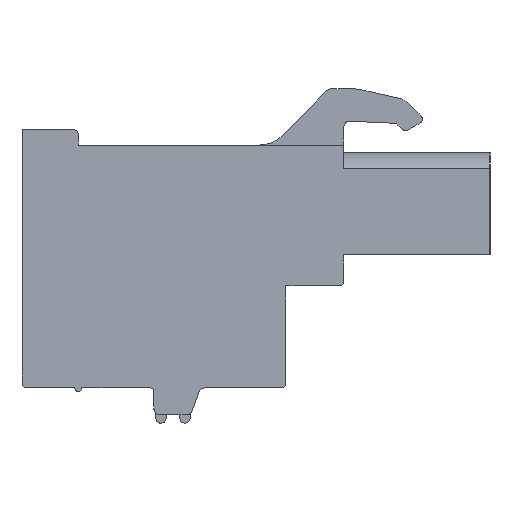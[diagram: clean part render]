
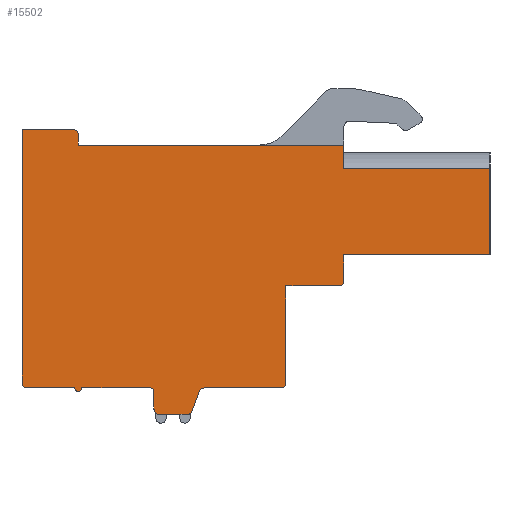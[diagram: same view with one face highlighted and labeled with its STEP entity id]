
A CAD part, left-side view. The second image highlights one B-rep face of the part: STEP entity #15502.
In plain terms, the highlighted planar face has unit normal (-1, 0, 0).
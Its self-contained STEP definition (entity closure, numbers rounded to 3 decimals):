
#1=CARTESIAN_POINT('',(0.,-5.36,-0.74));
#2=DIRECTION('',(-1.,0.,0.));
#3=DIRECTION('',(0.,0.,-1.));
#4=AXIS2_PLACEMENT_3D('',#1,#2,#3);
#6=CARTESIAN_POINT('',(0.,-2.06,-6.54));
#7=DIRECTION('',(1.,0.,0.));
#8=DIRECTION('',(0.,-1.,0.));
#9=AXIS2_PLACEMENT_3D('',#6,#7,#8);
#11=DIRECTION('',(0.,1.,0.));
#12=VECTOR('',#11,4.34);
#13=CARTESIAN_POINT('',(0.,-2.06,-6.84));
#14=LINE('',#13,#12);
#15=CARTESIAN_POINT('',(0.,2.28,-7.14));
#16=DIRECTION('',(-1.,0.,0.));
#17=DIRECTION('',(0.,0.,1.));
#18=AXIS2_PLACEMENT_3D('',#15,#16,#17);
#20=DIRECTION('',(0.,0.345,-0.939));
#21=VECTOR('',#20,1.179);
#22=CARTESIAN_POINT('',(0.,2.562,-7.037));
#23=LINE('',#22,#21);
#24=CARTESIAN_POINT('',(0.,3.25,-8.04));
#25=DIRECTION('',(1.,0.,0.));
#26=DIRECTION('',(0.,-0.939,-0.345));
#27=AXIS2_PLACEMENT_3D('',#24,#25,#26);
#29=DIRECTION('',(0.,1.,0.));
#30=VECTOR('',#29,1.59);
#31=CARTESIAN_POINT('',(0.,3.25,-8.34));
#32=LINE('',#31,#30);
#33=CARTESIAN_POINT('',(0.,4.84,-8.04));
#34=DIRECTION('',(1.,0.,0.));
#35=DIRECTION('',(0.,0.,-1.));
#36=AXIS2_PLACEMENT_3D('',#33,#34,#35);
#38=DIRECTION('',(0.,0.,1.));
#39=VECTOR('',#38,1.);
#40=CARTESIAN_POINT('',(0.,5.14,-8.04));
#41=LINE('',#40,#39);
#42=CARTESIAN_POINT('',(0.,5.34,-7.04));
#43=DIRECTION('',(-1.,0.,0.));
#44=DIRECTION('',(0.,-1.,0.));
#45=AXIS2_PLACEMENT_3D('',#42,#43,#44);
#47=DIRECTION('',(0.,1.,0.));
#48=VECTOR('',#47,3.9);
#49=CARTESIAN_POINT('',(0.,5.34,-6.84));
#50=LINE('',#49,#48);
#51=CARTESIAN_POINT('',(0.,9.44,-6.84));
#52=DIRECTION('',(1.,0.,0.));
#53=DIRECTION('',(0.,-1.,0.));
#54=AXIS2_PLACEMENT_3D('',#51,#52,#53);
#56=DIRECTION('',(0.,1.,0.));
#57=VECTOR('',#56,2.7);
#58=CARTESIAN_POINT('',(0.,9.64,-6.84));
#59=LINE('',#58,#57);
#60=CARTESIAN_POINT('',(0.,12.34,-6.54));
#61=DIRECTION('',(1.,0.,0.));
#62=DIRECTION('',(0.,0.,-1.));
#63=AXIS2_PLACEMENT_3D('',#60,#61,#62);
#65=DIRECTION('',(0.,0.,1.));
#66=VECTOR('',#65,0.5);
#67=CARTESIAN_POINT('',(0.,12.64,-6.54));
#68=LINE('',#67,#66);
#69=DIRECTION('',(0.,0.,1.));
#70=VECTOR('',#69,13.9);
#71=CARTESIAN_POINT('',(0.,12.64,-6.04));
#72=LINE('',#71,#70);
#73=DIRECTION('',(0.,-1.,0.));
#74=VECTOR('',#73,2.9);
#75=CARTESIAN_POINT('',(0.,12.64,7.86));
#76=LINE('',#75,#74);
#77=CARTESIAN_POINT('',(0.,9.74,7.56));
#78=DIRECTION('',(1.,0.,0.));
#79=DIRECTION('',(0.,0.,1.));
#80=AXIS2_PLACEMENT_3D('',#77,#78,#79);
#82=DIRECTION('',(0.,0.,-1.));
#83=VECTOR('',#82,0.6);
#84=CARTESIAN_POINT('',(0.,9.44,7.56));
#85=LINE('',#84,#83);
#86=DIRECTION('',(0.,-1.,0.));
#87=VECTOR('',#86,15.1);
#88=CARTESIAN_POINT('',(0.,9.44,6.96));
#89=LINE('',#88,#87);
#90=DIRECTION('',(0.,1.,0.));
#91=VECTOR('',#90,8.3);
#92=CARTESIAN_POINT('',(0.,-13.96,5.635));
#93=LINE('',#92,#91);
#94=DIRECTION('',(0.,1.,0.));
#95=VECTOR('',#94,8.3);
#96=CARTESIAN_POINT('',(0.,-13.96,0.73));
#97=LINE('',#96,#95);
#98=DIRECTION('',(0.,0.,-1.));
#99=VECTOR('',#98,1.47);
#100=CARTESIAN_POINT('',(0.,-5.66,0.73));
#101=LINE('',#100,#99);
#1266=DIRECTION('',(0.,0.,1.));
#1267=VECTOR('',#1266,4.905);
#1268=CARTESIAN_POINT('',(0.,-13.96,0.73));
#1269=LINE('',#1268,#1267);
#2037=DIRECTION('',(0.,0.,1.));
#2038=VECTOR('',#2037,1.325);
#2039=CARTESIAN_POINT('',(0.,-5.66,5.635));
#2040=LINE('',#2039,#2038);
#6219=DIRECTION('',(0.,0.,1.));
#6220=VECTOR('',#6219,5.5);
#6221=CARTESIAN_POINT('',(0.,-2.36,-6.54));
#6222=LINE('',#6221,#6220);
#6227=DIRECTION('',(0.,-1.,0.));
#6228=VECTOR('',#6227,3.);
#6229=CARTESIAN_POINT('',(0.,-2.36,-1.04));
#6230=LINE('',#6229,#6228);
#11757=CARTESIAN_POINT('',(0.,12.34,-6.84));
#11758=CARTESIAN_POINT('',(0.,12.64,-6.54));
#11759=VERTEX_POINT('',#11757);
#11760=VERTEX_POINT('',#11758);
#11761=CARTESIAN_POINT('',(0.,12.64,-6.04));
#11762=VERTEX_POINT('',#11761);
#11763=CARTESIAN_POINT('',(0.,12.64,7.86));
#11764=VERTEX_POINT('',#11763);
#11765=CARTESIAN_POINT('',(0.,9.74,7.86));
#11766=VERTEX_POINT('',#11765);
#11767=CARTESIAN_POINT('',(0.,9.44,7.56));
#11768=VERTEX_POINT('',#11767);
#11769=CARTESIAN_POINT('',(0.,9.44,6.96));
#11770=VERTEX_POINT('',#11769);
#11771=CARTESIAN_POINT('',(0.,-5.66,6.96));
#11772=VERTEX_POINT('',#11771);
#11773=CARTESIAN_POINT('',(0.,-13.96,0.73));
#11774=CARTESIAN_POINT('',(0.,-5.66,0.73));
#11775=VERTEX_POINT('',#11773);
#11776=VERTEX_POINT('',#11774);
#11777=CARTESIAN_POINT('',(0.,-2.36,-6.54));
#11778=CARTESIAN_POINT('',(0.,-2.06,-6.84));
#11779=VERTEX_POINT('',#11777);
#11780=VERTEX_POINT('',#11778);
#11781=CARTESIAN_POINT('',(0.,2.28,-6.84));
#11782=VERTEX_POINT('',#11781);
#11783=CARTESIAN_POINT('',(0.,2.562,-7.037));
#11784=VERTEX_POINT('',#11783);
#11785=CARTESIAN_POINT('',(0.,2.968,-8.143));
#11786=VERTEX_POINT('',#11785);
#11787=CARTESIAN_POINT('',(0.,3.25,-8.34));
#11788=VERTEX_POINT('',#11787);
#11789=CARTESIAN_POINT('',(0.,4.84,-8.34));
#11790=VERTEX_POINT('',#11789);
#11791=CARTESIAN_POINT('',(0.,5.14,-8.04));
#11792=VERTEX_POINT('',#11791);
#11793=CARTESIAN_POINT('',(0.,5.14,-7.04));
#11794=VERTEX_POINT('',#11793);
#11795=CARTESIAN_POINT('',(0.,5.34,-6.84));
#11796=VERTEX_POINT('',#11795);
#11797=CARTESIAN_POINT('',(0.,9.24,-6.84));
#11798=VERTEX_POINT('',#11797);
#11799=CARTESIAN_POINT('',(0.,9.64,-6.84));
#11800=VERTEX_POINT('',#11799);
#12093=CARTESIAN_POINT('',(0.,-13.96,5.635));
#12094=CARTESIAN_POINT('',(0.,-5.66,5.635));
#12095=VERTEX_POINT('',#12093);
#12096=VERTEX_POINT('',#12094);
#15293=CARTESIAN_POINT('',(0.,-5.36,-1.04));
#15294=CARTESIAN_POINT('',(0.,-5.66,-0.74));
#15295=VERTEX_POINT('',#15293);
#15296=VERTEX_POINT('',#15294);
#15297=CARTESIAN_POINT('',(0.,-2.36,-1.04));
#15298=VERTEX_POINT('',#15297);
#15441=CARTESIAN_POINT('',(0.,0.,0.));
#15442=DIRECTION('',(1.,0.,0.));
#15443=DIRECTION('',(0.,-1.,0.));
#15444=AXIS2_PLACEMENT_3D('',#15441,#15442,#15443);
#15445=PLANE('',#15444);
#15447=ORIENTED_EDGE('',*,*,#15446,.F.);
#15449=ORIENTED_EDGE('',*,*,#15448,.F.);
#15451=ORIENTED_EDGE('',*,*,#15450,.F.);
#15453=ORIENTED_EDGE('',*,*,#15452,.T.);
#15455=ORIENTED_EDGE('',*,*,#15454,.T.);
#15457=ORIENTED_EDGE('',*,*,#15456,.T.);
#15459=ORIENTED_EDGE('',*,*,#15458,.T.);
#15461=ORIENTED_EDGE('',*,*,#15460,.T.);
#15463=ORIENTED_EDGE('',*,*,#15462,.T.);
#15465=ORIENTED_EDGE('',*,*,#15464,.T.);
#15467=ORIENTED_EDGE('',*,*,#15466,.T.);
#15469=ORIENTED_EDGE('',*,*,#15468,.T.);
#15471=ORIENTED_EDGE('',*,*,#15470,.T.);
#15473=ORIENTED_EDGE('',*,*,#15472,.T.);
#15475=ORIENTED_EDGE('',*,*,#15474,.T.);
#15477=ORIENTED_EDGE('',*,*,#15476,.T.);
#15479=ORIENTED_EDGE('',*,*,#15478,.T.);
#15481=ORIENTED_EDGE('',*,*,#15480,.T.);
#15483=ORIENTED_EDGE('',*,*,#15482,.T.);
#15485=ORIENTED_EDGE('',*,*,#15484,.T.);
#15487=ORIENTED_EDGE('',*,*,#15486,.T.);
#15489=ORIENTED_EDGE('',*,*,#15488,.T.);
#15491=ORIENTED_EDGE('',*,*,#15490,.F.);
#15493=ORIENTED_EDGE('',*,*,#15492,.F.);
#15495=ORIENTED_EDGE('',*,*,#15494,.F.);
#15497=ORIENTED_EDGE('',*,*,#15496,.T.);
#15499=ORIENTED_EDGE('',*,*,#15498,.T.);
#15500=EDGE_LOOP('',(#15447,#15449,#15451,#15453,#15455,#15457,#15459,#15461,
#15463,#15465,#15467,#15469,#15471,#15473,#15475,#15477,#15479,#15481,#15483,
#15485,#15487,#15489,#15491,#15493,#15495,#15497,#15499));
#15501=FACE_OUTER_BOUND('',#15500,.F.);
#15502=ADVANCED_FACE('',(#15501),#15445,.F.);
#5=CIRCLE('',#4,0.3);
#10=CIRCLE('',#9,0.3);
#19=CIRCLE('',#18,0.3);
#28=CIRCLE('',#27,0.3);
#37=CIRCLE('',#36,0.3);
#46=CIRCLE('',#45,0.2);
#55=CIRCLE('',#54,0.2);
#64=CIRCLE('',#63,0.3);
#81=CIRCLE('',#80,0.3);
#15446=EDGE_CURVE('',#15295,#15296,#5,.T.);
#15448=EDGE_CURVE('',#15298,#15295,#6230,.T.);
#15450=EDGE_CURVE('',#11779,#15298,#6222,.T.);
#15452=EDGE_CURVE('',#11779,#11780,#10,.T.);
#15454=EDGE_CURVE('',#11780,#11782,#14,.T.);
#15456=EDGE_CURVE('',#11782,#11784,#19,.T.);
#15458=EDGE_CURVE('',#11784,#11786,#23,.T.);
#15460=EDGE_CURVE('',#11786,#11788,#28,.T.);
#15462=EDGE_CURVE('',#11788,#11790,#32,.T.);
#15464=EDGE_CURVE('',#11790,#11792,#37,.T.);
#15466=EDGE_CURVE('',#11792,#11794,#41,.T.);
#15468=EDGE_CURVE('',#11794,#11796,#46,.T.);
#15470=EDGE_CURVE('',#11796,#11798,#50,.T.);
#15472=EDGE_CURVE('',#11798,#11800,#55,.T.);
#15474=EDGE_CURVE('',#11800,#11759,#59,.T.);
#15476=EDGE_CURVE('',#11759,#11760,#64,.T.);
#15478=EDGE_CURVE('',#11760,#11762,#68,.T.);
#15480=EDGE_CURVE('',#11762,#11764,#72,.T.);
#15482=EDGE_CURVE('',#11764,#11766,#76,.T.);
#15484=EDGE_CURVE('',#11766,#11768,#81,.T.);
#15486=EDGE_CURVE('',#11768,#11770,#85,.T.);
#15488=EDGE_CURVE('',#11770,#11772,#89,.T.);
#15490=EDGE_CURVE('',#12096,#11772,#2040,.T.);
#15492=EDGE_CURVE('',#12095,#12096,#93,.T.);
#15494=EDGE_CURVE('',#11775,#12095,#1269,.T.);
#15496=EDGE_CURVE('',#11775,#11776,#97,.T.);
#15498=EDGE_CURVE('',#11776,#15296,#101,.T.);
